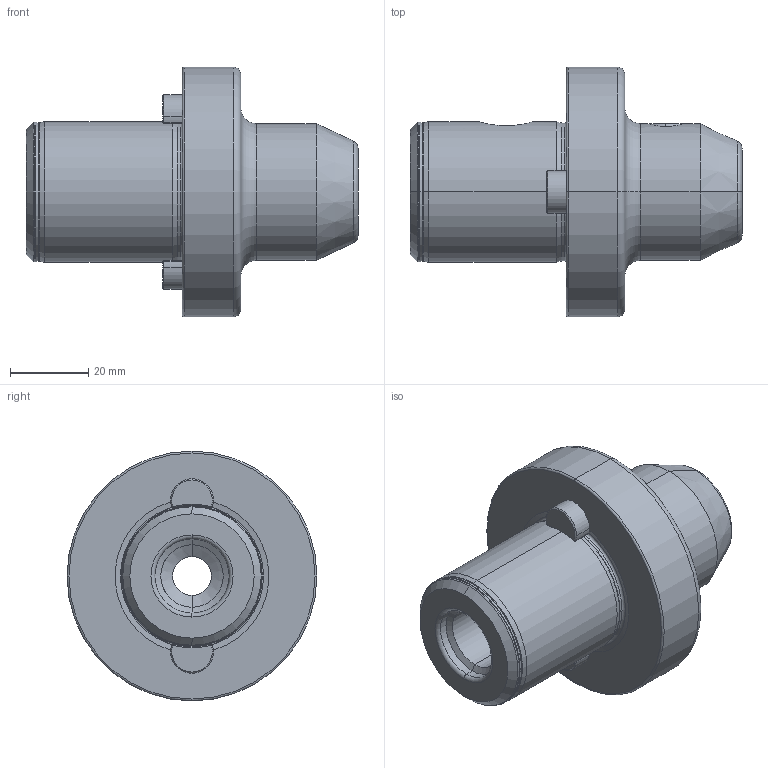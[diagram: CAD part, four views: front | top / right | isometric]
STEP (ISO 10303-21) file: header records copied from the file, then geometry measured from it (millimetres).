
FILE_DESCRIPTION (( 'STEP AP203' ), '1' );
FILE_NAME ('ST6-W10.K01.045.STEP', '2016-02-12T11:45:22', ( 'SWIAdmin' ), ( 'Hewlett-Packard Company' ), 'SwSTEP 2.0', 'SolidWorks 2015', '' );
FILE_SCHEMA (( 'CONFIG_CONTROL_DESIGN' ));
Length unit declared in the file: millimetre
Products named in the file (4): ST6-ER2.001.012_A; ST6-W10.K01.045; ST6-W10.K01.045_A; W10-ER1.001.012
Assembly tree (4 placements, depth 2):
  ST6-W10.K01.045
    ST6-W10.K01.045_A
    W10-ER1.001.012
    ST6-ER2.001.012_A  x2
Bounding box: 85 x 64 x 64 mm (x, y, z)
Volume: 101868.3 mm3; surface area: 21591.1 mm2
Topology: 4 solids, 4 shells, 147 faces, 314 edges, 175 vertices
Faces by surface type: cone 52, cylinder 44, torus 30, plane 19, bspline 2
Entity records: 4229 total; most frequent: CARTESIAN_POINT 1025, DIRECTION 660, ORIENTED_EDGE 528, AXIS2_PLACEMENT_3D 281, EDGE_CURVE 264, CIRCLE 150, VERTEX_POINT 149, EDGE_LOOP 137
